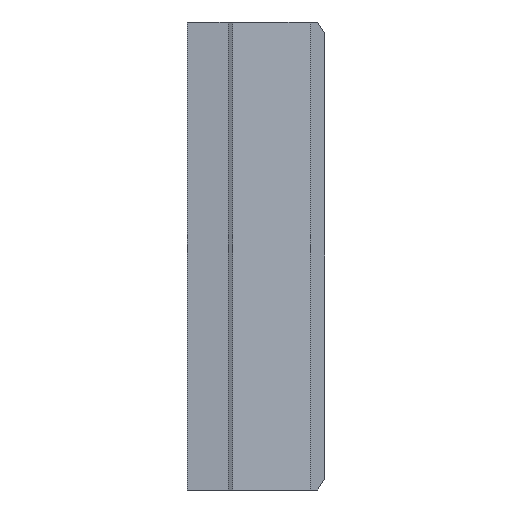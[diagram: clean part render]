
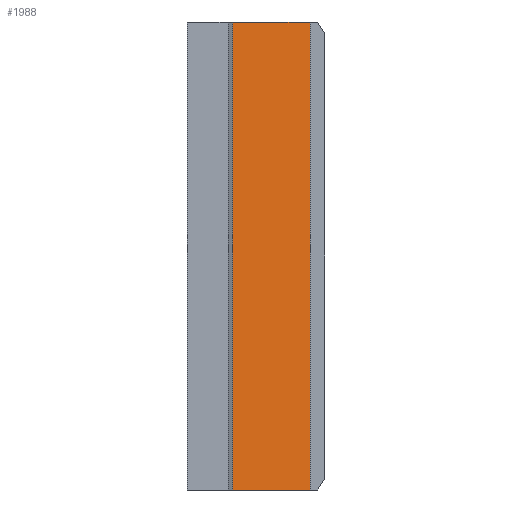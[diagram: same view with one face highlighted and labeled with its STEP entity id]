
A CAD part, left-side view. The second image highlights one B-rep face of the part: STEP entity #1988.
In plain terms, the highlighted planar face has unit normal (-0.763, -0.647, 0).
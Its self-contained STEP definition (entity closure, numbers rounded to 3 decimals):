
#88 = DIRECTION ( 'NONE',  ( -0.763, -0.647, 0. ) ) ;
#128 = VERTEX_POINT ( 'NONE', #1048 ) ;
#168 = ORIENTED_EDGE ( 'NONE', *, *, #603, .F. ) ;
#209 = VERTEX_POINT ( 'NONE', #1703 ) ;
#257 = DIRECTION ( 'NONE',  ( -0.647, 0.763, 0. ) ) ;
#303 = VERTEX_POINT ( 'NONE', #1451 ) ;
#498 = VECTOR ( 'NONE', #257, 1000. ) ;
#506 = LINE ( 'NONE', #761, #2525 ) ;
#570 = CARTESIAN_POINT ( 'NONE',  ( -19.608, 4.633, 20. ) ) ;
#598 = ORIENTED_EDGE ( 'NONE', *, *, #2146, .T. ) ;
#603 = EDGE_CURVE ( 'NONE', #128, #303, #2780, .T. ) ;
#739 = EDGE_LOOP ( 'NONE', ( #1269, #168, #2006, #598 ) ) ;
#761 = CARTESIAN_POINT ( 'NONE',  ( -19.608, 4.633, 20. ) ) ;
#832 = DIRECTION ( 'NONE',  ( 0.647, -0.763, 0. ) ) ;
#836 = CARTESIAN_POINT ( 'NONE',  ( -19.608, 4.633, -18.3 ) ) ;
#872 = VERTEX_POINT ( 'NONE', #570 ) ;
#1048 = CARTESIAN_POINT ( 'NONE',  ( -14., -1.982, 20. ) ) ;
#1072 = AXIS2_PLACEMENT_3D ( 'NONE', #2760, #88, #832 ) ;
#1269 = ORIENTED_EDGE ( 'NONE', *, *, #1321, .F. ) ;
#1321 = EDGE_CURVE ( 'NONE', #303, #209, #2791, .T. ) ;
#1451 = CARTESIAN_POINT ( 'NONE',  ( -14., -1.982, -20. ) ) ;
#1703 = CARTESIAN_POINT ( 'NONE',  ( -19.608, 4.633, -20. ) ) ;
#1887 = DIRECTION ( 'NONE',  ( 0., 0., -1. ) ) ;
#1946 = CARTESIAN_POINT ( 'NONE',  ( -19.608, 4.633, -20. ) ) ;
#1979 = LINE ( 'NONE', #836, #2498 ) ;
#1988 = ADVANCED_FACE ( 'NONE', ( #2755 ), #2410, .T. ) ;
#2006 = ORIENTED_EDGE ( 'NONE', *, *, #2683, .T. ) ;
#2146 = EDGE_CURVE ( 'NONE', #872, #209, #1979, .T. ) ;
#2383 = CARTESIAN_POINT ( 'NONE',  ( -14., -1.982, -18.3 ) ) ;
#2410 = PLANE ( 'NONE',  #1072 ) ;
#2448 = DIRECTION ( 'NONE',  ( -0.647, 0.763, 0. ) ) ;
#2498 = VECTOR ( 'NONE', #1887, 1000. ) ;
#2525 = VECTOR ( 'NONE', #2448, 1000. ) ;
#2608 = VECTOR ( 'NONE', #2684, 1000. ) ;
#2683 = EDGE_CURVE ( 'NONE', #128, #872, #506, .T. ) ;
#2684 = DIRECTION ( 'NONE',  ( 0., 0., -1. ) ) ;
#2755 = FACE_OUTER_BOUND ( 'NONE', #739, .T. ) ;
#2760 = CARTESIAN_POINT ( 'NONE',  ( -19.608, 4.633, -18.3 ) ) ;
#2780 = LINE ( 'NONE', #2383, #2608 ) ;
#2791 = LINE ( 'NONE', #1946, #498 ) ;
